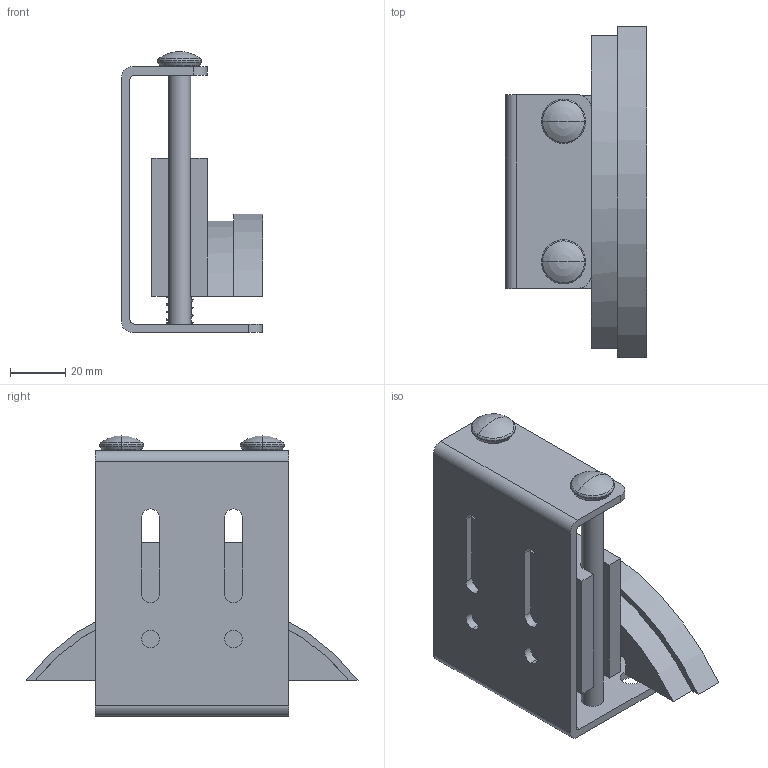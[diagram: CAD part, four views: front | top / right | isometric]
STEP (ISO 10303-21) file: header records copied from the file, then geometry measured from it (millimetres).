
FILE_DESCRIPTION(('STEP AP214'),'1');
FILE_NAME('cctmp_92F6FEA6-F4D0-4AEB-B9FF-B0A66026148E_2023_7_12_8_45_53_896..stp','2023-07-12T06:45:54',('Murtfeldt Kunststoffe GmbH & Co.KG'),('CADClick - www.CADClick.com'),'Spatial InterOp 3D',' ','unknown authorization');
FILE_SCHEMA(('AUTOMOTIVE_DESIGN'));
Length unit declared in the file: millimetre
Products named in the file (1): 1
Bounding box: 51 x 120 x 101.5 mm (x, y, z)
Volume: 131749.7 mm3; surface area: 54807.4 mm2
Topology: 6 solids, 14 shells, 306 faces, 714 edges, 441 vertices
Faces by surface type: cylinder 124, plane 108, torus 36, cone 34, sphere 4
Entity records: 11230 total; most frequent: DIRECTION 1674, CARTESIAN_POINT 1445, ORIENTED_EDGE 1384, EDGE_CURVE 692, AXIS2_PLACEMENT_3D 670, VERTEX_POINT 441, EDGE_LOOP 367, CIRCLE 348
